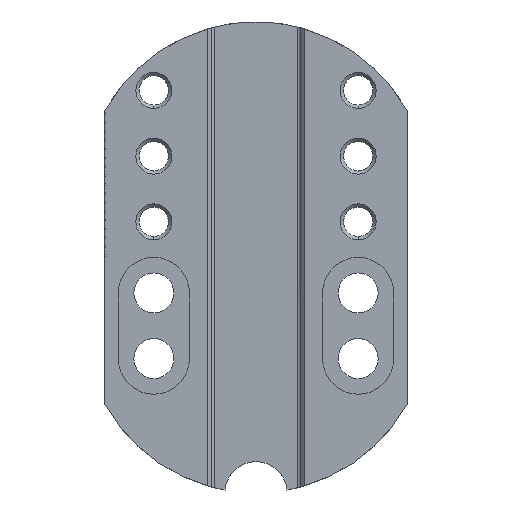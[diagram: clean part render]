
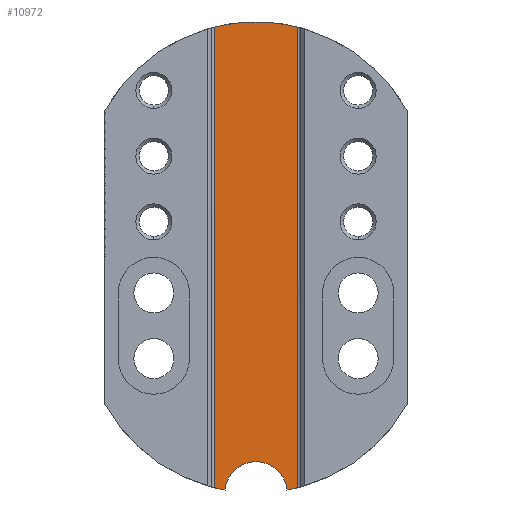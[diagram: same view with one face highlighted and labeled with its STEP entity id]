
A CAD part, left-side view. The second image highlights one B-rep face of the part: STEP entity #10972.
In plain terms, the highlighted planar face has unit normal (-1, 0, 0).
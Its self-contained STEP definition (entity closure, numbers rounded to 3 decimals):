
#147 = DIRECTION ( 'NONE',  ( 1., 0., 0. ) ) ;
#150 = CARTESIAN_POINT ( 'NONE',  ( -56.8, 0., 0. ) ) ;
#234 = CARTESIAN_POINT ( 'NONE',  ( -56.8, 0., 0. ) ) ;
#243 = DIRECTION ( 'NONE',  ( 0., 0., -1. ) ) ;
#279 = DIRECTION ( 'NONE',  ( 0., 0., -1. ) ) ;
#303 = DIRECTION ( 'NONE',  ( 0., 0., -1. ) ) ;
#313 = CARTESIAN_POINT ( 'NONE',  ( -56.8, -4.7, -36. ) ) ;
#330 = DIRECTION ( 'NONE',  ( 0., 0., 1. ) ) ;
#367 = DIRECTION ( 'NONE',  ( 1., 0., 0. ) ) ;
#413 = DIRECTION ( 'NONE',  ( -1., 0., 0. ) ) ;
#470 = CARTESIAN_POINT ( 'NONE',  ( -56.8, 0., -19.5 ) ) ;
#787 = CIRCLE ( 'NONE', #6438, 19.5 ) ;
#1182 = FACE_OUTER_BOUND ( 'NONE', #3151, .T. ) ;
#1298 = CARTESIAN_POINT ( 'NONE',  ( -56.8, 0., -19.5 ) ) ;
#1301 = DIRECTION ( 'NONE',  ( 0., 0., -1. ) ) ;
#1302 = DIRECTION ( 'NONE',  ( -1., 0., 0. ) ) ;
#1625 = DIRECTION ( 'NONE',  ( 0., 0., -1. ) ) ;
#1626 = CARTESIAN_POINT ( 'NONE',  ( -56.8, 0., 14. ) ) ;
#1638 = DIRECTION ( 'NONE',  ( 1., 0., 0. ) ) ;
#2114 = VERTEX_POINT ( 'NONE', #2863 ) ;
#2128 = VERTEX_POINT ( 'NONE', #3040 ) ;
#2140 = VERTEX_POINT ( 'NONE', #3013 ) ;
#2158 = VERTEX_POINT ( 'NONE', #7161 ) ;
#2173 = VERTEX_POINT ( 'NONE', #7153 ) ;
#2177 = VERTEX_POINT ( 'NONE', #7146 ) ;
#2216 = VERTEX_POINT ( 'NONE', #6726 ) ;
#2265 = VERTEX_POINT ( 'NONE', #6780 ) ;
#2863 = CARTESIAN_POINT ( 'NONE',  ( -56.8, 0., -16. ) ) ;
#3013 = CARTESIAN_POINT ( 'NONE',  ( -56.8, 3.486, -19.186 ) ) ;
#3040 = CARTESIAN_POINT ( 'NONE',  ( -56.8, 4.7, 32.925 ) ) ;
#3075 = AXIS2_PLACEMENT_3D ( 'NONE', #1626, #1638, #1625 ) ;
#3101 = AXIS2_PLACEMENT_3D ( 'NONE', #1298, #1302, #1301 ) ;
#3151 = EDGE_LOOP ( 'NONE', ( #10076, #10068, #10120, #9985, #10100, #10171, #10075, #9900 ) ) ;
#4366 = EDGE_CURVE ( 'NONE', #2128, #2265, #6567, .T. ) ;
#4374 = EDGE_CURVE ( 'NONE', #2158, #2128, #6612, .T. ) ;
#4387 = EDGE_CURVE ( 'NONE', #2140, #2158, #6687, .T. ) ;
#4389 = EDGE_CURVE ( 'NONE', #2177, #2114, #6544, .T. ) ;
#4397 = EDGE_CURVE ( 'NONE', #2173, #2216, #6626, .T. ) ;
#4471 = EDGE_CURVE ( 'NONE', #2173, #2177, #787, .T. ) ;
#5508 = CARTESIAN_POINT ( 'NONE',  ( -56.8, 4.7, -36. ) ) ;
#5510 = DIRECTION ( 'NONE',  ( 0., 0., 1. ) ) ;
#5532 = DIRECTION ( 'NONE',  ( 0., 0., -1. ) ) ;
#5533 = DIRECTION ( 'NONE',  ( 1., 0., 0. ) ) ;
#5536 = CARTESIAN_POINT ( 'NONE',  ( -56.8, 0., 14. ) ) ;
#6120 = CARTESIAN_POINT ( 'NONE',  ( -56.8, 4.7, -36. ) ) ;
#6127 = PLANE ( 'NONE',  #9205 ) ;
#6129 = DIRECTION ( 'NONE',  ( 1., 0., 0. ) ) ;
#6130 = DIRECTION ( 'NONE',  ( 0., 0., -1. ) ) ;
#6416 = EDGE_CURVE ( 'NONE', #2114, #2140, #8164, .T. ) ;
#6438 = AXIS2_PLACEMENT_3D ( 'NONE', #150, #147, #303 ) ;
#6442 = AXIS2_PLACEMENT_3D ( 'NONE', #470, #413, #279 ) ;
#6443 = AXIS2_PLACEMENT_3D ( 'NONE', #234, #367, #243 ) ;
#6445 = AXIS2_PLACEMENT_3D ( 'NONE', #5536, #5533, #5532 ) ;
#6544 = CIRCLE ( 'NONE', #6442, 3.5 ) ;
#6567 = CIRCLE ( 'NONE', #6445, 19.5 ) ;
#6612 = LINE ( 'NONE', #5508, #6625 ) ;
#6624 = VECTOR ( 'NONE', #330, 1000. ) ;
#6625 = VECTOR ( 'NONE', #5510, 1000. ) ;
#6626 = LINE ( 'NONE', #313, #6624 ) ;
#6687 = CIRCLE ( 'NONE', #6443, 19.5 ) ;
#6726 = CARTESIAN_POINT ( 'NONE',  ( -56.8, -4.7, 32.925 ) ) ;
#6780 = CARTESIAN_POINT ( 'NONE',  ( -56.8, 0., 33.5 ) ) ;
#6986 = EDGE_CURVE ( 'NONE', #2265, #2216, #8139, .T. ) ;
#7146 = CARTESIAN_POINT ( 'NONE',  ( -56.8, -3.486, -19.186 ) ) ;
#7153 = CARTESIAN_POINT ( 'NONE',  ( -56.8, -4.7, -18.925 ) ) ;
#7161 = CARTESIAN_POINT ( 'NONE',  ( -56.8, 4.7, -18.925 ) ) ;
#8139 = CIRCLE ( 'NONE', #3075, 19.5 ) ;
#8164 = CIRCLE ( 'NONE', #3101, 3.5 ) ;
#9205 = AXIS2_PLACEMENT_3D ( 'NONE', #6120, #6129, #6130 ) ;
#9900 = ORIENTED_EDGE ( 'NONE', *, *, #6986, .F. ) ;
#9985 = ORIENTED_EDGE ( 'NONE', *, *, #6416, .F. ) ;
#10068 = ORIENTED_EDGE ( 'NONE', *, *, #4374, .F. ) ;
#10075 = ORIENTED_EDGE ( 'NONE', *, *, #4397, .T. ) ;
#10076 = ORIENTED_EDGE ( 'NONE', *, *, #4366, .F. ) ;
#10100 = ORIENTED_EDGE ( 'NONE', *, *, #4389, .F. ) ;
#10120 = ORIENTED_EDGE ( 'NONE', *, *, #4387, .F. ) ;
#10171 = ORIENTED_EDGE ( 'NONE', *, *, #4471, .F. ) ;
#10972 = ADVANCED_FACE ( 'NONE', ( #1182 ), #6127, .F. ) ;
